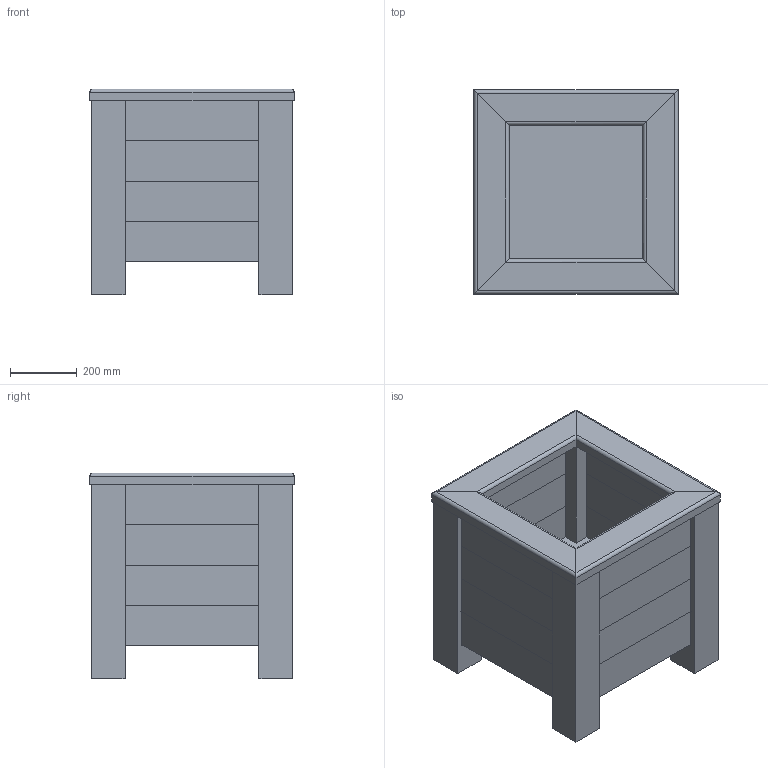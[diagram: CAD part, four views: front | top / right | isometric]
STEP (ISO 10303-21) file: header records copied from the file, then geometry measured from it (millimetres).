
FILE_DESCRIPTION(/* description */ (''),/* implementation_level */ '2;1');
FILE_NAME(/* name */ 'BB Milano 60x60x62 3D.stp',/* time_stamp */ '2021-10-08T13:25:48+02:00',/* author */ ('vital'),/* organization */ (''),/* preprocessor_version */ 'ST-DEVELOPER v18.1',/* originating_system */ 'Autodesk Inventor 2022',/* authorisation */ '');
FILE_SCHEMA (('AUTOMOTIVE_DESIGN { 1 0 10303 214 3 1 1 }'));
Length unit declared in the file: millimetre
Products named in the file (1): BB Milano 60x60x62 3D
Bounding box: 610 x 610 x 615 mm (x, y, z)
Volume: 70979371.3 mm3; surface area: 5048449 mm2
Topology: 29 solids, 29 shells, 234 faces, 528 edges, 352 vertices
Faces by surface type: plane 210, cylinder 24
Entity records: 6716 total; most frequent: CARTESIAN_POINT 1115, ORIENTED_EDGE 1056, DIRECTION 1046, EDGE_CURVE 528, LINE 480, VECTOR 480, VERTEX_POINT 352, AXIS2_PLACEMENT_3D 283
